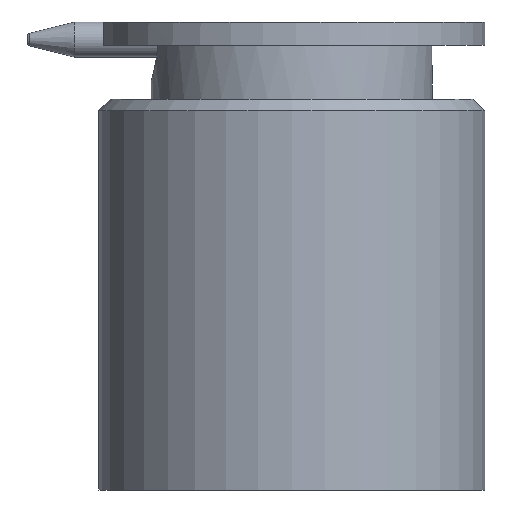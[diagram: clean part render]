
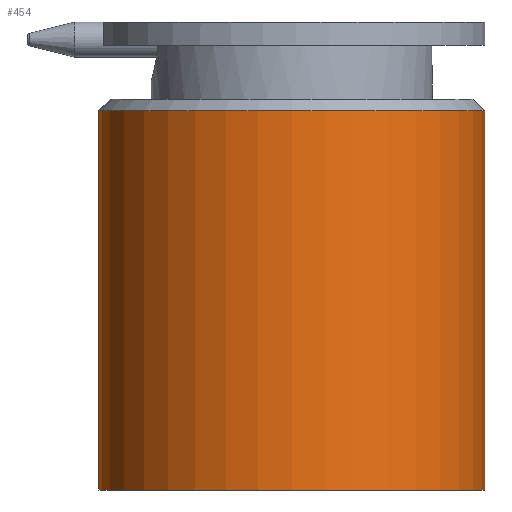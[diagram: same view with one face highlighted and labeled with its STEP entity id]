
A CAD part, left-side view. The second image highlights one B-rep face of the part: STEP entity #454.
In plain terms, the highlighted cylindrical face has radius 2.095 mm (diameter 4.191 mm), a full revolution.
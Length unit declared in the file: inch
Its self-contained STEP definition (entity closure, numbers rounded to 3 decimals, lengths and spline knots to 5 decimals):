
#40 = CARTESIAN_POINT ( 'NONE',  ( 0.0825, 0., -0.2 ) ) ;
#106 = CARTESIAN_POINT ( 'NONE',  ( 0., 0., -0.2 ) ) ;
#125 = EDGE_CURVE ( 'NONE', #549, #549, #869, .T. ) ;
#163 = EDGE_LOOP ( 'NONE', ( #891 ) ) ;
#188 = CARTESIAN_POINT ( 'NONE',  ( 0.0825, 0., -0.038 ) ) ;
#194 = DIRECTION ( 'NONE',  ( 0., 0., 1. ) ) ;
#243 = DIRECTION ( 'NONE',  ( 0., 0., 1. ) ) ;
#331 = CYLINDRICAL_SURFACE ( 'NONE', #709, 0.0825 ) ;
#423 = EDGE_LOOP ( 'NONE', ( #896 ) ) ;
#454 = ADVANCED_FACE ( 'NONE', ( #548, #684 ), #331, .T. ) ;
#527 = EDGE_CURVE ( 'NONE', #758, #758, #543, .T. ) ;
#543 = CIRCLE ( 'NONE', #587, 0.0825 ) ;
#548 = FACE_OUTER_BOUND ( 'NONE', #423, .T. ) ;
#549 = VERTEX_POINT ( 'NONE', #40 ) ;
#587 = AXIS2_PLACEMENT_3D ( 'NONE', #600, #243, #743 ) ;
#600 = CARTESIAN_POINT ( 'NONE',  ( 0., 0., -0.038 ) ) ;
#605 = DIRECTION ( 'NONE',  ( 1., 0., 0. ) ) ;
#684 = FACE_OUTER_BOUND ( 'NONE', #163, .T. ) ;
#691 = CARTESIAN_POINT ( 'NONE',  ( 0., 0., 0. ) ) ;
#709 = AXIS2_PLACEMENT_3D ( 'NONE', #691, #194, #605 ) ;
#743 = DIRECTION ( 'NONE',  ( 1., 0., 0. ) ) ;
#758 = VERTEX_POINT ( 'NONE', #188 ) ;
#764 = DIRECTION ( 'NONE',  ( 1., 0., 0. ) ) ;
#838 = DIRECTION ( 'NONE',  ( 0., 0., 1. ) ) ;
#869 = CIRCLE ( 'NONE', #888, 0.0825 ) ;
#888 = AXIS2_PLACEMENT_3D ( 'NONE', #106, #838, #764 ) ;
#891 = ORIENTED_EDGE ( 'NONE', *, *, #527, .F. ) ;
#896 = ORIENTED_EDGE ( 'NONE', *, *, #125, .T. ) ;
